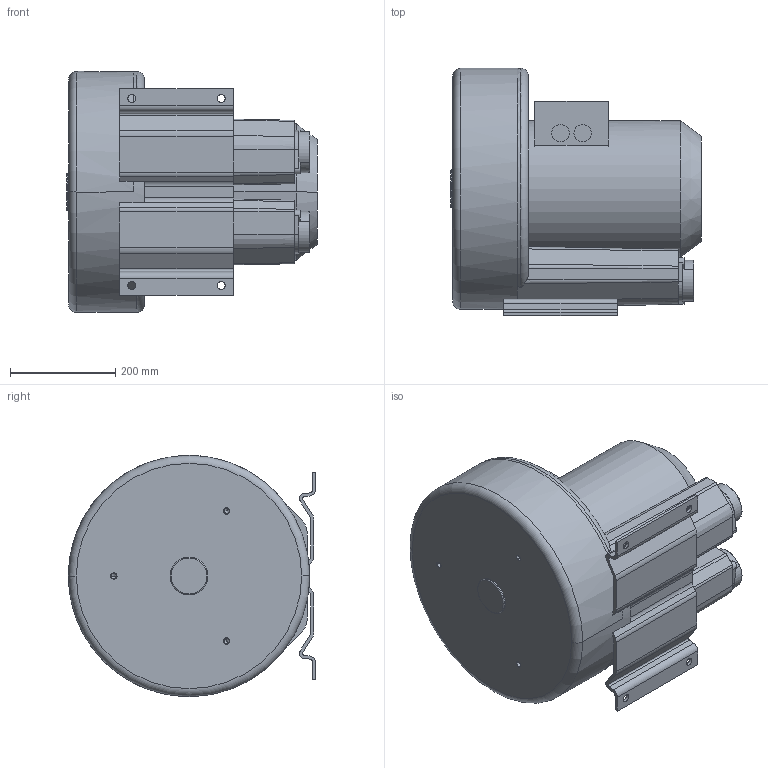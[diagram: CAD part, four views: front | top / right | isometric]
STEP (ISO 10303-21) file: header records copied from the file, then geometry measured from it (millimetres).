
FILE_DESCRIPTION((''),'2;1');
FILE_NAME('MD-000507_ASM','2013-10-15T',('rnennstiel'),('vacuvane vacuum technology gmbh'),'PRO/ENGINEER BY PARAMETRIC TECHNOLOGY CORPORATION, 2010140','PRO/ENGINEER BY PARAMETRIC TECHNOLOGY CORPORATION, 2010140','');
FILE_SCHEMA(('AUTOMOTIVE_DESIGN_CC2 { 1 2 10303 214 -1 1 5 2 }'));
Length unit declared in the file: millimetre
Products named in the file (3): MD-000506; MD-000508; MD-000507_ASM
Assembly tree (3 placements, depth 2):
  MD-000507_ASM
    MD-000506
    MD-000508  x2
Bounding box: 477 x 470.5 x 459 mm (x, y, z)
Volume: 44994978.5 mm3; surface area: 1562056.4 mm2
Topology: 3 solids, 16 shells, 977 faces, 2678 edges, 1770 vertices
Faces by surface type: extrusion 414, plane 353, cylinder 164, cone 41, torus 5
Entity records: 33095 total; most frequent: CARTESIAN_POINT 10146, ORIENTED_EDGE 5112, DIRECTION 3553, EDGE_CURVE 2580, VERTEX_POINT 1720, VECTOR 1651, B_SPLINE_CURVE_WITH_KNOTS 1351, LINE 1237
